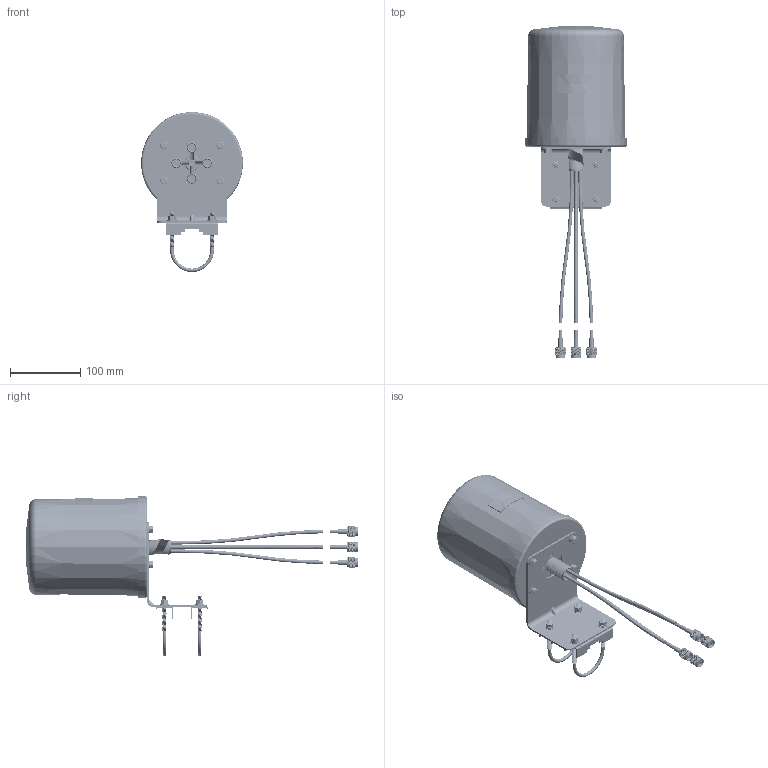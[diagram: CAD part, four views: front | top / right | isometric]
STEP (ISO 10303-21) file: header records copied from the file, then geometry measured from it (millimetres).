
FILE_DESCRIPTION (( 'STEP AP214' ), '1' );
FILE_NAME ('FMANOM1165_3D.step', '2024-03-05T16:48:15', ( '' ), ( '' ), 'SwSTEP 2.0', 'SolidWorks 2022', '' );
FILE_SCHEMA (( 'AUTOMOTIVE_DESIGN' ));
Length unit declared in the file: inch
Products named in the file (16): CB401W5G_03^PEANOM1162_FMANOM1165; PEANOM1162^FMANOM1165; TANJIE_6^PEANOM1162_FMANOM1165; HM6X20^PEANOM1162_FMANOM1165; LUOMU_M6^PEANOM1162_FMANOM1165; Part54^FMANOM1165; DIANLAN125^PEANOM1162_FMANOM1165; ZHIJIA^PEANOM1162_FMANOM1165; JM_TA_02^PEANOM1162_FMANOM1165; FMANOM1165_3D; CB401W5G_04B^PEANOM1162_FMANOM1165; PE4664-LV_Assembled; KM3X10^PEANOM1162_FMANOM1165; JM_TA_03^PEANOM1162_FMANOM1165; WXFFG06A_03^PEANOM1162_FMANOM1165; DIANPIAN_6X13X1^PEANOM1162_FMANOM1165
Assembly tree (43 placements, depth 3):
  FMANOM1165_3D
    PEANOM1162^FMANOM1165
      CB401W5G_03^PEANOM1162_FMANOM1165
      CB401W5G_04B^PEANOM1162_FMANOM1165
      WXFFG06A_03^PEANOM1162_FMANOM1165
      KM3X10^PEANOM1162_FMANOM1165  x4
      ZHIJIA^PEANOM1162_FMANOM1165
      JM_TA_02^PEANOM1162_FMANOM1165  x2
      JM_TA_03^PEANOM1162_FMANOM1165  x2
      DIANPIAN_6X13X1^PEANOM1162_FMANOM1165  x8
      TANJIE_6^PEANOM1162_FMANOM1165  x8
      LUOMU_M6^PEANOM1162_FMANOM1165  x4
      HM6X20^PEANOM1162_FMANOM1165  x4
      DIANLAN125^PEANOM1162_FMANOM1165
    Part54^FMANOM1165
    PE4664-LV_Assembled  x4
Bounding box: 145 x 471.63 x 227.5 mm (x, y, z)
Volume: 355941.9 mm3; surface area: 347279.8 mm2
Topology: 49 solids, 49 shells, 12005 faces, 27039 edges, 15203 vertices
Faces by surface type: bspline 8349, cylinder 2621, plane 727, cone 262, torus 42, sphere 4
Entity records: 181606 total; most frequent: CARTESIAN_POINT 123807, ORIENTED_EDGE 16702, EDGE_CURVE 8351, DIRECTION 5655, VERTEX_POINT 4884, EDGE_LOOP 3647, ADVANCED_FACE 3550, FACE_OUTER_BOUND 3550
